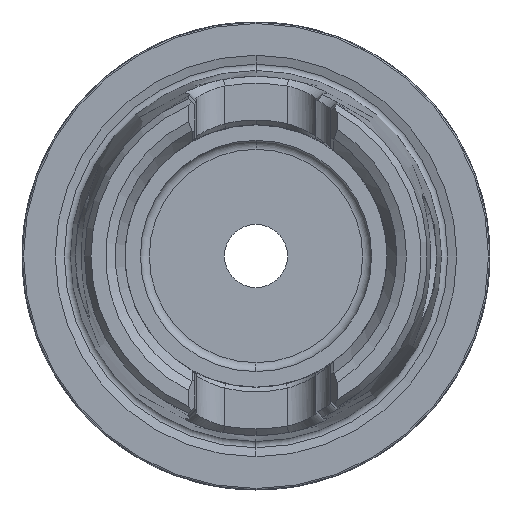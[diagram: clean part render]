
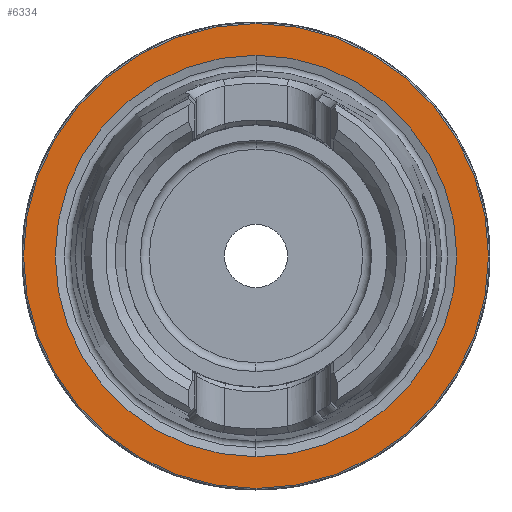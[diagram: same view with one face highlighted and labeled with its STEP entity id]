
A CAD part, left-side view. The second image highlights one B-rep face of the part: STEP entity #6334.
In plain terms, the highlighted planar face has unit normal (-1, 0, 0).
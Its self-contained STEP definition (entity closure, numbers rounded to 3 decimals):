
#489 = DIRECTION ( 'NONE',  ( 0., 0., 1. ) ) ;
#507 = DIRECTION ( 'NONE',  ( -1., 0., 0. ) ) ;
#553 = CARTESIAN_POINT ( 'NONE',  ( 0., 0., 0. ) ) ;
#1480 = CARTESIAN_POINT ( 'NONE',  ( 0., 0., 0. ) ) ;
#2394 = DIRECTION ( 'NONE',  ( 0., 0., 1. ) ) ;
#2397 = DIRECTION ( 'NONE',  ( -1., 0., 0. ) ) ;
#2410 = CARTESIAN_POINT ( 'NONE',  ( 0., 0., 0. ) ) ;
#2509 = VERTEX_POINT ( 'NONE', #11179 ) ;
#2531 = DIRECTION ( 'NONE',  ( 0., 0., 1. ) ) ;
#2866 = CARTESIAN_POINT ( 'NONE',  ( 0., 0., -27. ) ) ;
#3874 = DIRECTION ( 'NONE',  ( -1., 0., 0. ) ) ;
#4318 = FACE_OUTER_BOUND ( 'NONE', #8797, .T. ) ;
#4557 = AXIS2_PLACEMENT_3D ( 'NONE', #10128, #3874, #11135 ) ;
#5001 = EDGE_CURVE ( 'NONE', #9468, #9488, #10755, .T. ) ;
#5157 = ORIENTED_EDGE ( 'NONE', *, *, #8727, .T. ) ;
#5285 = AXIS2_PLACEMENT_3D ( 'NONE', #1480, #8782, #2531 ) ;
#5660 = CIRCLE ( 'NONE', #6367, 31.275 ) ;
#6061 = CARTESIAN_POINT ( 'NONE',  ( 0., 0., 27. ) ) ;
#6314 = EDGE_LOOP ( 'NONE', ( #9879, #8081 ) ) ;
#6318 = ORIENTED_EDGE ( 'NONE', *, *, #7545, .T. ) ;
#6334 = ADVANCED_FACE ( 'NONE', ( #7129, #4318 ), #9396, .F. ) ;
#6367 = AXIS2_PLACEMENT_3D ( 'NONE', #553, #507, #489 ) ;
#7129 = FACE_BOUND ( 'NONE', #6314, .T. ) ;
#7545 = EDGE_CURVE ( 'NONE', #9430, #2509, #5660, .T. ) ;
#7833 = AXIS2_PLACEMENT_3D ( 'NONE', #9514, #9328, #9314 ) ;
#8081 = ORIENTED_EDGE ( 'NONE', *, *, #5001, .F. ) ;
#8727 = EDGE_CURVE ( 'NONE', #2509, #9430, #10969, .T. ) ;
#8782 = DIRECTION ( 'NONE',  ( -1., 0., 0. ) ) ;
#8797 = EDGE_LOOP ( 'NONE', ( #6318, #5157 ) ) ;
#9082 = CARTESIAN_POINT ( 'NONE',  ( 0., 0., 31.275 ) ) ;
#9314 = DIRECTION ( 'NONE',  ( 0., 0., -1. ) ) ;
#9328 = DIRECTION ( 'NONE',  ( 1., 0., 0. ) ) ;
#9396 = PLANE ( 'NONE',  #7833 ) ;
#9414 = EDGE_CURVE ( 'NONE', #9488, #9468, #11702, .T. ) ;
#9430 = VERTEX_POINT ( 'NONE', #9082 ) ;
#9468 = VERTEX_POINT ( 'NONE', #2866 ) ;
#9488 = VERTEX_POINT ( 'NONE', #6061 ) ;
#9514 = CARTESIAN_POINT ( 'NONE',  ( 0., 31.275, 0. ) ) ;
#9879 = ORIENTED_EDGE ( 'NONE', *, *, #9414, .F. ) ;
#10128 = CARTESIAN_POINT ( 'NONE',  ( 0., 0., 0. ) ) ;
#10755 = CIRCLE ( 'NONE', #12293, 27. ) ;
#10969 = CIRCLE ( 'NONE', #5285, 31.275 ) ;
#11135 = DIRECTION ( 'NONE',  ( 0., 0., 1. ) ) ;
#11179 = CARTESIAN_POINT ( 'NONE',  ( 0., 0., -31.275 ) ) ;
#11702 = CIRCLE ( 'NONE', #4557, 27. ) ;
#12293 = AXIS2_PLACEMENT_3D ( 'NONE', #2410, #2397, #2394 ) ;
